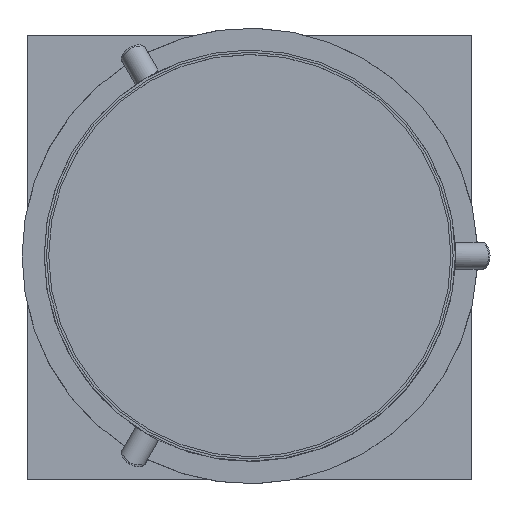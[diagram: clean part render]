
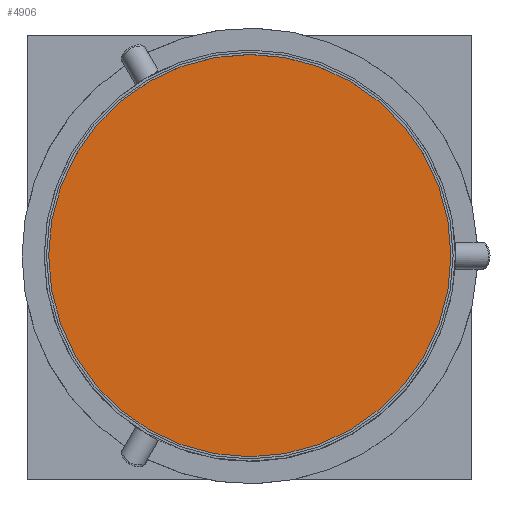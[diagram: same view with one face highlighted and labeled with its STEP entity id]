
A CAD part, top view. The second image highlights one B-rep face of the part: STEP entity #4906.
In plain terms, the highlighted planar face has unit normal (0, 0, 1).
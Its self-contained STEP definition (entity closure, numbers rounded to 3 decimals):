
#457=FACE_OUTER_BOUND('',#785,.T.);
#785=EDGE_LOOP('',(#3937));
#1051=CIRCLE('',#5339,453.);
#2274=VERTEX_POINT('',#8563);
#2851=EDGE_CURVE('',#2274,#2274,#1051,.T.);
#3937=ORIENTED_EDGE('',*,*,#2851,.T.);
#4665=PLANE('',#5338);
#4906=ADVANCED_FACE('',(#457),#4665,.T.);
#5338=AXIS2_PLACEMENT_3D('',#8562,#6333,#6334);
#5339=AXIS2_PLACEMENT_3D('',#8564,#6335,#6336);
#6333=DIRECTION('center_axis',(0.,0.,1.));
#6334=DIRECTION('ref_axis',(1.,0.,0.));
#6335=DIRECTION('center_axis',(0.,0.,1.));
#6336=DIRECTION('ref_axis',(-1.,0.,0.));
#8562=CARTESIAN_POINT('Origin',(0.,0.,
485.));
#8563=CARTESIAN_POINT('',(453.,0.,485.));
#8564=CARTESIAN_POINT('Origin',(0.,0.,485.));
